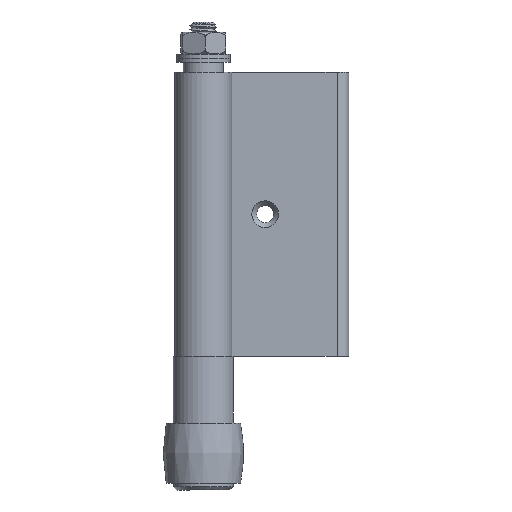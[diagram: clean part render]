
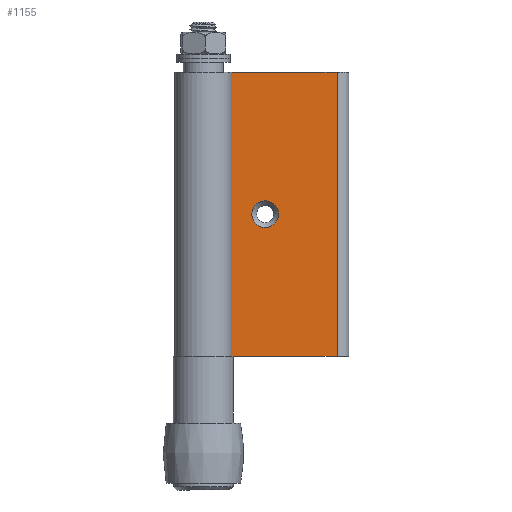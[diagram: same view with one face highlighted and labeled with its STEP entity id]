
A CAD part, front view. The second image highlights one B-rep face of the part: STEP entity #1155.
In plain terms, the highlighted planar face has unit normal (0, -1, 0).
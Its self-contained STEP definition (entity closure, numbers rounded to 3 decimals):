
#63=FACE_BOUND('',#228,.T.);
#84=PLANE('',#1264);
#153=FACE_OUTER_BOUND('',#227,.T.);
#227=EDGE_LOOP('',(#774,#775,#776,#777));
#228=EDGE_LOOP('',(#778));
#322=LINE('',#1734,#381);
#323=LINE('',#1736,#382);
#324=LINE('',#1738,#383);
#325=LINE('',#1739,#384);
#381=VECTOR('',#1419,10.);
#382=VECTOR('',#1420,10.);
#383=VECTOR('',#1421,10.);
#384=VECTOR('',#1422,10.);
#440=CIRCLE('',#1260,4.);
#499=VERTEX_POINT('',#1722);
#502=VERTEX_POINT('',#1732);
#503=VERTEX_POINT('',#1733);
#504=VERTEX_POINT('',#1735);
#505=VERTEX_POINT('',#1737);
#604=EDGE_CURVE('',#499,#499,#440,.T.);
#609=EDGE_CURVE('',#502,#503,#322,.T.);
#610=EDGE_CURVE('',#504,#503,#323,.T.);
#611=EDGE_CURVE('',#504,#505,#324,.T.);
#612=EDGE_CURVE('',#505,#502,#325,.T.);
#774=ORIENTED_EDGE('',*,*,#609,.T.);
#775=ORIENTED_EDGE('',*,*,#610,.F.);
#776=ORIENTED_EDGE('',*,*,#611,.T.);
#777=ORIENTED_EDGE('',*,*,#612,.T.);
#778=ORIENTED_EDGE('',*,*,#604,.T.);
#1155=ADVANCED_FACE('',(#153,#63),#84,.T.);
#1260=AXIS2_PLACEMENT_3D('',#1723,#1407,#1408);
#1264=AXIS2_PLACEMENT_3D('',#1731,#1417,#1418);
#1407=DIRECTION('center_axis',(0.,1.,0.));
#1408=DIRECTION('ref_axis',(1.,0.,0.));
#1417=DIRECTION('center_axis',(0.,-1.,0.));
#1418=DIRECTION('ref_axis',(0.,0.,-1.));
#1419=DIRECTION('',(-1.,0.,0.));
#1420=DIRECTION('',(0.,0.,1.));
#1421=DIRECTION('',(1.,0.,0.));
#1422=DIRECTION('',(0.,0.,1.));
#1722=CARTESIAN_POINT('',(-29.,0.,-42.5));
#1723=CARTESIAN_POINT('Origin',(-25.,0.,-42.5));
#1731=CARTESIAN_POINT('Origin',(-37.479,0.,
-85.));
#1732=CARTESIAN_POINT('',(-3.5,0.,0.));
#1733=CARTESIAN_POINT('',(-43.5,0.,0.));
#1734=CARTESIAN_POINT('',(-43.5,0.,0.));
#1735=CARTESIAN_POINT('',(-43.5,0.,-85.));
#1736=CARTESIAN_POINT('',(-43.5,0.,-85.));
#1737=CARTESIAN_POINT('',(-3.5,0.,-85.));
#1738=CARTESIAN_POINT('',(-43.5,0.,-85.));
#1739=CARTESIAN_POINT('',(-3.5,0.,-85.));
